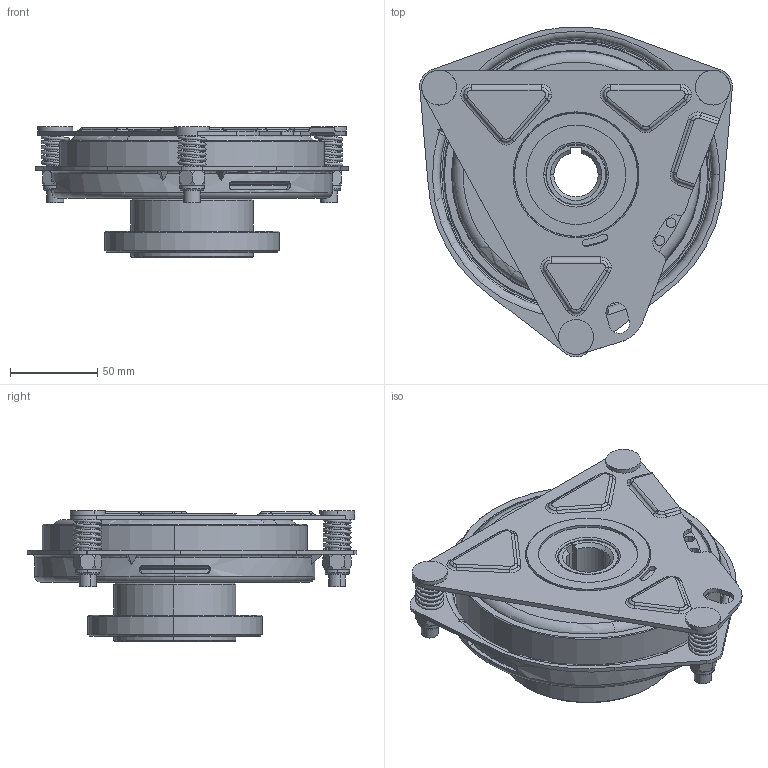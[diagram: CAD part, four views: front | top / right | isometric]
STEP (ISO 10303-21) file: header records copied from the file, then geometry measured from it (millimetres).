
FILE_DESCRIPTION (( 'STEP AP214' ), '1' );
FILE_NAME ('電磁クラッチ_プロテクト.STEP', '2012-07-26T00:29:27', ( ' ' ), ( '' ), 'SwSTEP 2.0', 'SolidWorks 2007', '' );
FILE_SCHEMA (( 'AUTOMOTIVE_DESIGN' ));
Length unit declared in the file: millimetre
Products named in the file (1): 電磁クラッチ_プロテクト
Bounding box: 179.2 x 189.12 x 74.9 mm (x, y, z)
Volume: 707938.4 mm3; surface area: 248807.5 mm2
Topology: 1 solids, 17 shells, 949 faces, 2424 edges, 1550 vertices
Faces by surface type: cylinder 431, plane 327, torus 101, cone 78, bspline 12
Entity records: 44928 total; most frequent: CARTESIAN_POINT 10369, DIRECTION 5456, ORIENTED_EDGE 4848, EDGE_CURVE 2424, AXIS2_PLACEMENT_3D 2206, VERTEX_POINT 1550, CIRCLE 1268, EDGE_LOOP 1132
